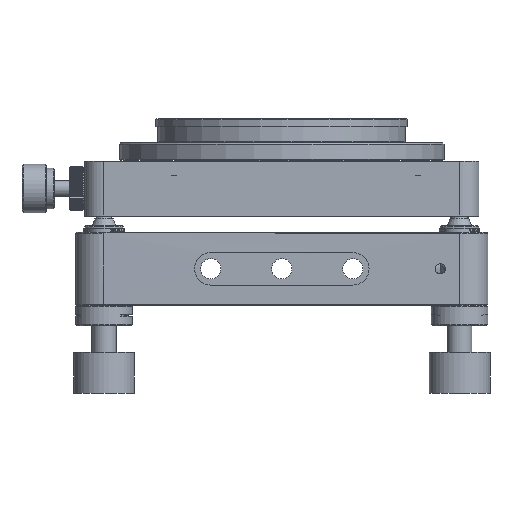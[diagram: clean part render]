
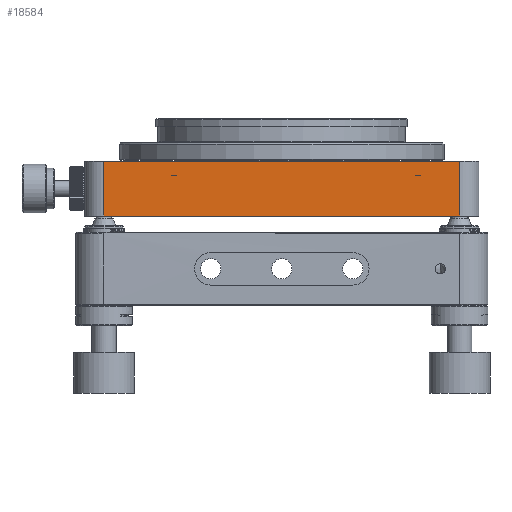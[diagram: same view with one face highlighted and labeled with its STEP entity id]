
A CAD part, front view. The second image highlights one B-rep face of the part: STEP entity #18584.
In plain terms, the highlighted planar face has unit normal (0, -1, 0).
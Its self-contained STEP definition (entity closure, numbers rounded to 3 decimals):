
#448 = VECTOR ( 'NONE', #25551, 1000. ) ;
#478 = EDGE_CURVE ( 'NONE', #30252, #32027, #33223, .T. ) ;
#1108 = LINE ( 'NONE', #23320, #20692 ) ;
#2701 = VECTOR ( 'NONE', #30326, 1000. ) ;
#4096 = DIRECTION ( 'NONE',  ( 0., 1., 0. ) ) ;
#5891 = CARTESIAN_POINT ( 'NONE',  ( -100.05, -61., 40.038 ) ) ;
#7039 = EDGE_LOOP ( 'NONE', ( #14817, #30272, #11263, #9214 ) ) ;
#7200 = VERTEX_POINT ( 'NONE', #31817 ) ;
#9214 = ORIENTED_EDGE ( 'NONE', *, *, #35117, .F. ) ;
#11263 = ORIENTED_EDGE ( 'NONE', *, *, #32738, .F. ) ;
#14817 = ORIENTED_EDGE ( 'NONE', *, *, #478, .F. ) ;
#15118 = EDGE_CURVE ( 'NONE', #7200, #30252, #27415, .T. ) ;
#15199 = DIRECTION ( 'NONE',  ( -1., 0., 0. ) ) ;
#17939 = PLANE ( 'NONE',  #24969 ) ;
#18584 = ADVANCED_FACE ( 'NONE', ( #31800 ), #17939, .F. ) ;
#20692 = VECTOR ( 'NONE', #20776, 1000. ) ;
#20776 = DIRECTION ( 'NONE',  ( 0., 0., 1. ) ) ;
#21273 = VERTEX_POINT ( 'NONE', #27681 ) ;
#21377 = CARTESIAN_POINT ( 'NONE',  ( -148.6, -61., 26.538 ) ) ;
#21558 = DIRECTION ( 'NONE',  ( -1., 0., 0. ) ) ;
#23320 = CARTESIAN_POINT ( 'NONE',  ( -143.85, -61., 26.538 ) ) ;
#23378 = VECTOR ( 'NONE', #21558, 1000. ) ;
#24969 = AXIS2_PLACEMENT_3D ( 'NONE', #29081, #4096, #15199 ) ;
#24996 = LINE ( 'NONE', #5891, #448 ) ;
#25551 = DIRECTION ( 'NONE',  ( 1., 0., 0. ) ) ;
#27415 = LINE ( 'NONE', #29968, #2701 ) ;
#27681 = CARTESIAN_POINT ( 'NONE',  ( -143.85, -61., 40.038 ) ) ;
#29081 = CARTESIAN_POINT ( 'NONE',  ( -148.6, -61., 26.538 ) ) ;
#29968 = CARTESIAN_POINT ( 'NONE',  ( -56.25, -61., 26.538 ) ) ;
#30252 = VERTEX_POINT ( 'NONE', #32313 ) ;
#30272 = ORIENTED_EDGE ( 'NONE', *, *, #15118, .F. ) ;
#30326 = DIRECTION ( 'NONE',  ( 0., 0., -1. ) ) ;
#31800 = FACE_OUTER_BOUND ( 'NONE', #7039, .T. ) ;
#31817 = CARTESIAN_POINT ( 'NONE',  ( -56.25, -61., 40.038 ) ) ;
#32027 = VERTEX_POINT ( 'NONE', #35653 ) ;
#32313 = CARTESIAN_POINT ( 'NONE',  ( -56.25, -61., 26.538 ) ) ;
#32738 = EDGE_CURVE ( 'NONE', #21273, #7200, #24996, .T. ) ;
#33223 = LINE ( 'NONE', #21377, #23378 ) ;
#35117 = EDGE_CURVE ( 'NONE', #32027, #21273, #1108, .T. ) ;
#35653 = CARTESIAN_POINT ( 'NONE',  ( -143.85, -61., 26.538 ) ) ;
